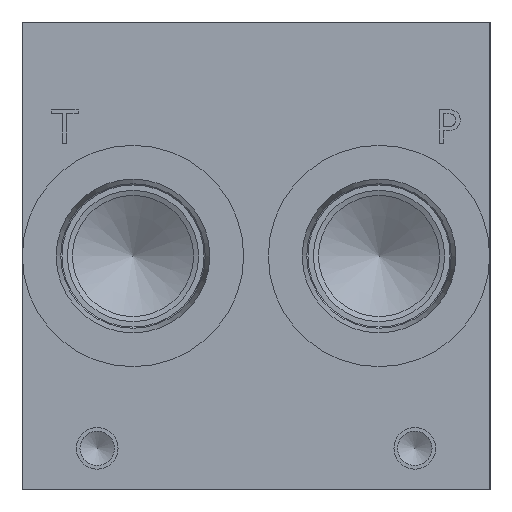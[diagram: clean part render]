
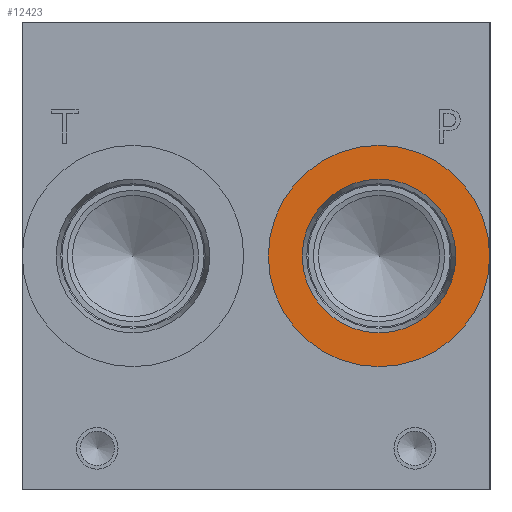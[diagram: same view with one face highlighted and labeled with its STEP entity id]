
A CAD part, left-side view. The second image highlights one B-rep face of the part: STEP entity #12423.
In plain terms, the highlighted planar face has unit normal (-1, 0, 0).
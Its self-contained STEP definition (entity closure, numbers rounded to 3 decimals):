
#392=CIRCLE('',#13166,21.019);
#393=CIRCLE('',#13167,21.019);
#394=CIRCLE('',#13169,14.592);
#395=CIRCLE('',#13170,14.592);
#518=FACE_BOUND('',#2222,.T.);
#879=PLANE('',#13168);
#1498=FACE_OUTER_BOUND('',#2221,.T.);
#2221=EDGE_LOOP('',(#10984,#10985));
#2222=EDGE_LOOP('',(#10986,#10987));
#5970=VERTEX_POINT('',#21382);
#5971=VERTEX_POINT('',#21384);
#5972=VERTEX_POINT('',#21388);
#5973=VERTEX_POINT('',#21389);
#7675=EDGE_CURVE('',#5970,#5971,#392,.T.);
#7676=EDGE_CURVE('',#5971,#5970,#393,.T.);
#7677=EDGE_CURVE('',#5972,#5973,#394,.T.);
#7678=EDGE_CURVE('',#5973,#5972,#395,.T.);
#10984=ORIENTED_EDGE('',*,*,#7676,.F.);
#10985=ORIENTED_EDGE('',*,*,#7675,.F.);
#10986=ORIENTED_EDGE('',*,*,#7677,.T.);
#10987=ORIENTED_EDGE('',*,*,#7678,.T.);
#12423=ADVANCED_FACE('',(#1498,#518),#879,.F.);
#13166=AXIS2_PLACEMENT_3D('',#21385,#15726,#15727);
#13167=AXIS2_PLACEMENT_3D('',#21386,#15728,#15729);
#13168=AXIS2_PLACEMENT_3D('',#21387,#15730,#15731);
#13169=AXIS2_PLACEMENT_3D('',#21390,#15732,#15733);
#13170=AXIS2_PLACEMENT_3D('',#21391,#15734,#15735);
#15726=DIRECTION('center_axis',(1.,0.,0.));
#15727=DIRECTION('ref_axis',(0.,0.,-1.));
#15728=DIRECTION('center_axis',(1.,0.,0.));
#15729=DIRECTION('ref_axis',(0.,0.,-1.));
#15730=DIRECTION('center_axis',(1.,0.,0.));
#15731=DIRECTION('ref_axis',(0.,0.,-1.));
#15732=DIRECTION('center_axis',(1.,0.,0.));
#15733=DIRECTION('ref_axis',(0.,0.,-1.));
#15734=DIRECTION('center_axis',(1.,0.,0.));
#15735=DIRECTION('ref_axis',(0.,0.,-1.));
#21382=CARTESIAN_POINT('',(0.787,21.082,23.432));
#21384=CARTESIAN_POINT('',(0.787,21.082,65.469));
#21385=CARTESIAN_POINT('Origin',(0.787,21.082,44.45));
#21386=CARTESIAN_POINT('Origin',(0.787,21.082,44.45));
#21387=CARTESIAN_POINT('Origin',(0.787,21.082,59.042));
#21388=CARTESIAN_POINT('',(0.787,21.082,59.042));
#21389=CARTESIAN_POINT('',(0.787,21.082,29.858));
#21390=CARTESIAN_POINT('Origin',(0.787,21.082,44.45));
#21391=CARTESIAN_POINT('Origin',(0.787,21.082,44.45));
